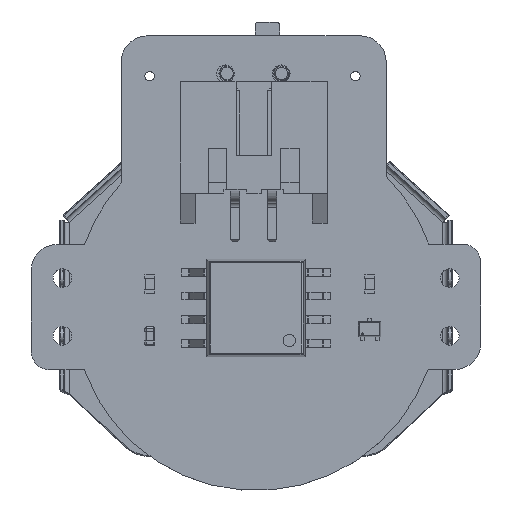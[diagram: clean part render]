
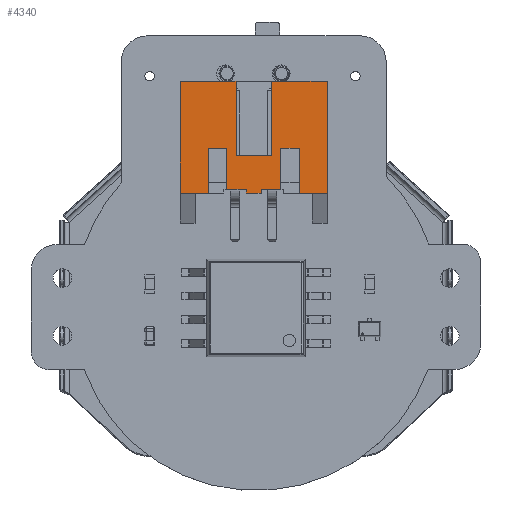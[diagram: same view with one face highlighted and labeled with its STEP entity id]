
A CAD part, top view. The second image highlights one B-rep face of the part: STEP entity #4340.
In plain terms, the highlighted face is planar.
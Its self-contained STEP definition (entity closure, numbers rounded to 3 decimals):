
#2007 = VERTEX_POINT('',#2008);
#2008 = CARTESIAN_POINT('',(-0.4,4.8,-6.));
#2014 = EDGE_CURVE('',#2007,#2015,#2017,.T.);
#2015 = VERTEX_POINT('',#2016);
#2016 = CARTESIAN_POINT('',(0.4,4.8,-6.));
#2017 = LINE('',#2018,#2019);
#2018 = CARTESIAN_POINT('',(-0.4,4.8,-6.));
#2019 = VECTOR('',#2020,1.);
#2020 = DIRECTION('',(1.,0.,0.));
#2045 = EDGE_CURVE('',#2046,#2015,#2048,.T.);
#2046 = VERTEX_POINT('',#2047);
#2047 = CARTESIAN_POINT('',(0.4,4.8,-5.8));
#2048 = LINE('',#2049,#2050);
#2049 = CARTESIAN_POINT('',(0.4,4.8,-5.8));
#2050 = VECTOR('',#2051,1.);
#2051 = DIRECTION('',(0.,0.,-1.));
#2078 = VERTEX_POINT('',#2079);
#2079 = CARTESIAN_POINT('',(-0.4,4.8,-5.8));
#2085 = EDGE_CURVE('',#2007,#2078,#2086,.T.);
#2086 = LINE('',#2087,#2088);
#2087 = CARTESIAN_POINT('',(-0.4,4.8,-6.));
#2088 = VECTOR('',#2089,1.);
#2089 = DIRECTION('',(0.,0.,1.));
#2236 = EDGE_CURVE('',#2237,#2046,#2239,.T.);
#2237 = VERTEX_POINT('',#2238);
#2238 = CARTESIAN_POINT('',(1.45,4.8,-5.8));
#2239 = LINE('',#2240,#2241);
#2240 = CARTESIAN_POINT('',(1.45,4.8,-5.8));
#2241 = VECTOR('',#2242,1.);
#2242 = DIRECTION('',(-1.,0.,0.));
#2292 = EDGE_CURVE('',#2078,#2293,#2295,.T.);
#2293 = VERTEX_POINT('',#2294);
#2294 = CARTESIAN_POINT('',(-1.45,4.8,-5.8));
#2295 = LINE('',#2296,#2297);
#2296 = CARTESIAN_POINT('',(-0.4,4.8,-5.8));
#2297 = VECTOR('',#2298,1.);
#2298 = DIRECTION('',(-1.,0.,0.));
#2330 = EDGE_CURVE('',#2331,#2333,#2335,.T.);
#2331 = VERTEX_POINT('',#2332);
#2332 = CARTESIAN_POINT('',(-3.95,4.8,-6.));
#2333 = VERTEX_POINT('',#2334);
#2334 = CARTESIAN_POINT('',(-2.45,4.8,-6.));
#2335 = LINE('',#2336,#2337);
#2336 = CARTESIAN_POINT('',(-3.95,4.8,-6.));
#2337 = VECTOR('',#2338,1.);
#2338 = DIRECTION('',(1.,0.,0.));
#2607 = VERTEX_POINT('',#2608);
#2608 = CARTESIAN_POINT('',(2.45,4.8,-6.));
#2614 = EDGE_CURVE('',#2607,#2615,#2617,.T.);
#2615 = VERTEX_POINT('',#2616);
#2616 = CARTESIAN_POINT('',(3.95,4.8,-6.));
#2617 = LINE('',#2618,#2619);
#2618 = CARTESIAN_POINT('',(2.45,4.8,-6.));
#2619 = VECTOR('',#2620,1.);
#2620 = DIRECTION('',(1.,0.,0.));
#4029 = VERTEX_POINT('',#4030);
#4030 = CARTESIAN_POINT('',(-1.45,4.8,-3.577));
#4036 = EDGE_CURVE('',#2293,#4029,#4037,.T.);
#4037 = LINE('',#4038,#4039);
#4038 = CARTESIAN_POINT('',(-1.45,4.8,-5.8));
#4039 = VECTOR('',#4040,1.);
#4040 = DIRECTION('',(0.,0.,1.));
#4051 = EDGE_CURVE('',#4029,#4052,#4054,.T.);
#4052 = VERTEX_POINT('',#4053);
#4053 = CARTESIAN_POINT('',(-2.45,4.8,-3.577));
#4054 = LINE('',#4055,#4056);
#4055 = CARTESIAN_POINT('',(-1.45,4.8,-3.577));
#4056 = VECTOR('',#4057,1.);
#4057 = DIRECTION('',(-1.,0.,0.));
#4075 = EDGE_CURVE('',#4052,#2333,#4076,.T.);
#4076 = LINE('',#4077,#4078);
#4077 = CARTESIAN_POINT('',(-2.45,4.8,-3.577));
#4078 = VECTOR('',#4079,1.);
#4079 = DIRECTION('',(0.,0.,-1.));
#4098 = VERTEX_POINT('',#4099);
#4099 = CARTESIAN_POINT('',(-3.95,4.8,0.));
#4105 = EDGE_CURVE('',#2331,#4098,#4106,.T.);
#4106 = LINE('',#4107,#4108);
#4107 = CARTESIAN_POINT('',(-3.95,4.8,-6.));
#4108 = VECTOR('',#4109,1.);
#4109 = DIRECTION('',(0.,0.,1.));
#4126 = EDGE_CURVE('',#4098,#4127,#4129,.T.);
#4127 = VERTEX_POINT('',#4128);
#4128 = CARTESIAN_POINT('',(-0.95,4.8,0.));
#4129 = LINE('',#4130,#4131);
#4130 = CARTESIAN_POINT('',(-3.95,4.8,0.));
#4131 = VECTOR('',#4132,1.);
#4132 = DIRECTION('',(1.,0.,0.));
#4152 = EDGE_CURVE('',#4127,#4153,#4155,.T.);
#4153 = VERTEX_POINT('',#4154);
#4154 = CARTESIAN_POINT('',(-0.95,4.8,-4.));
#4155 = LINE('',#4156,#4157);
#4156 = CARTESIAN_POINT('',(-0.95,4.8,0.));
#4157 = VECTOR('',#4158,1.);
#4158 = DIRECTION('',(0.,0.,-1.));
#4177 = VERTEX_POINT('',#4178);
#4178 = CARTESIAN_POINT('',(0.95,4.8,-4.));
#4184 = EDGE_CURVE('',#4153,#4177,#4185,.T.);
#4185 = LINE('',#4186,#4187);
#4186 = CARTESIAN_POINT('',(-0.95,4.8,-4.));
#4187 = VECTOR('',#4188,1.);
#4188 = DIRECTION('',(1.,0.,0.));
#4201 = VERTEX_POINT('',#4202);
#4202 = CARTESIAN_POINT('',(0.95,4.8,0.));
#4208 = EDGE_CURVE('',#4177,#4201,#4209,.T.);
#4209 = LINE('',#4210,#4211);
#4210 = CARTESIAN_POINT('',(0.95,4.8,-4.));
#4211 = VECTOR('',#4212,1.);
#4212 = DIRECTION('',(0.,0.,1.));
#4228 = VERTEX_POINT('',#4229);
#4229 = CARTESIAN_POINT('',(3.95,4.8,0.));
#4235 = EDGE_CURVE('',#4201,#4228,#4236,.T.);
#4236 = LINE('',#4237,#4238);
#4237 = CARTESIAN_POINT('',(0.95,4.8,0.));
#4238 = VECTOR('',#4239,1.);
#4239 = DIRECTION('',(1.,0.,0.));
#4260 = EDGE_CURVE('',#4228,#2615,#4261,.T.);
#4261 = LINE('',#4262,#4263);
#4262 = CARTESIAN_POINT('',(3.95,4.8,0.));
#4263 = VECTOR('',#4264,1.);
#4264 = DIRECTION('',(0.,0.,-1.));
#4277 = VERTEX_POINT('',#4278);
#4278 = CARTESIAN_POINT('',(2.45,4.8,-3.577));
#4284 = EDGE_CURVE('',#2607,#4277,#4285,.T.);
#4285 = LINE('',#4286,#4287);
#4286 = CARTESIAN_POINT('',(2.45,4.8,-6.));
#4287 = VECTOR('',#4288,1.);
#4288 = DIRECTION('',(0.,0.,1.));
#4302 = VERTEX_POINT('',#4303);
#4303 = CARTESIAN_POINT('',(1.45,4.8,-3.577));
#4309 = EDGE_CURVE('',#4277,#4302,#4310,.T.);
#4310 = LINE('',#4311,#4312);
#4311 = CARTESIAN_POINT('',(2.45,4.8,-3.577));
#4312 = VECTOR('',#4313,1.);
#4313 = DIRECTION('',(-1.,0.,0.));
#4327 = EDGE_CURVE('',#4302,#2237,#4328,.T.);
#4328 = LINE('',#4329,#4330);
#4329 = CARTESIAN_POINT('',(1.45,4.8,-3.577));
#4330 = VECTOR('',#4331,1.);
#4331 = DIRECTION('',(0.,0.,-1.));
#4340 = ADVANCED_FACE('',(#4341),#4363,.T.);
#4341 = FACE_BOUND('',#4342,.T.);
#4342 = EDGE_LOOP('',(#4343,#4344,#4345,#4346,#4347,#4348,#4349,#4350,
    #4351,#4352,#4353,#4354,#4355,#4356,#4357,#4358,#4359,#4360,#4361,
    #4362));
#4343 = ORIENTED_EDGE('',*,*,#2085,.T.);
#4344 = ORIENTED_EDGE('',*,*,#2292,.T.);
#4345 = ORIENTED_EDGE('',*,*,#4036,.T.);
#4346 = ORIENTED_EDGE('',*,*,#4051,.T.);
#4347 = ORIENTED_EDGE('',*,*,#4075,.T.);
#4348 = ORIENTED_EDGE('',*,*,#2330,.F.);
#4349 = ORIENTED_EDGE('',*,*,#4105,.T.);
#4350 = ORIENTED_EDGE('',*,*,#4126,.T.);
#4351 = ORIENTED_EDGE('',*,*,#4152,.T.);
#4352 = ORIENTED_EDGE('',*,*,#4184,.T.);
#4353 = ORIENTED_EDGE('',*,*,#4208,.T.);
#4354 = ORIENTED_EDGE('',*,*,#4235,.T.);
#4355 = ORIENTED_EDGE('',*,*,#4260,.T.);
#4356 = ORIENTED_EDGE('',*,*,#2614,.F.);
#4357 = ORIENTED_EDGE('',*,*,#4284,.T.);
#4358 = ORIENTED_EDGE('',*,*,#4309,.T.);
#4359 = ORIENTED_EDGE('',*,*,#4327,.T.);
#4360 = ORIENTED_EDGE('',*,*,#2236,.T.);
#4361 = ORIENTED_EDGE('',*,*,#2045,.T.);
#4362 = ORIENTED_EDGE('',*,*,#2014,.F.);
#4363 = PLANE('',#4364);
#4364 = AXIS2_PLACEMENT_3D('',#4365,#4366,#4367);
#4365 = CARTESIAN_POINT('',(0.,4.8,-6.));
#4366 = DIRECTION('',(0.,1.,0.));
#4367 = DIRECTION('',(0.,0.,1.));
